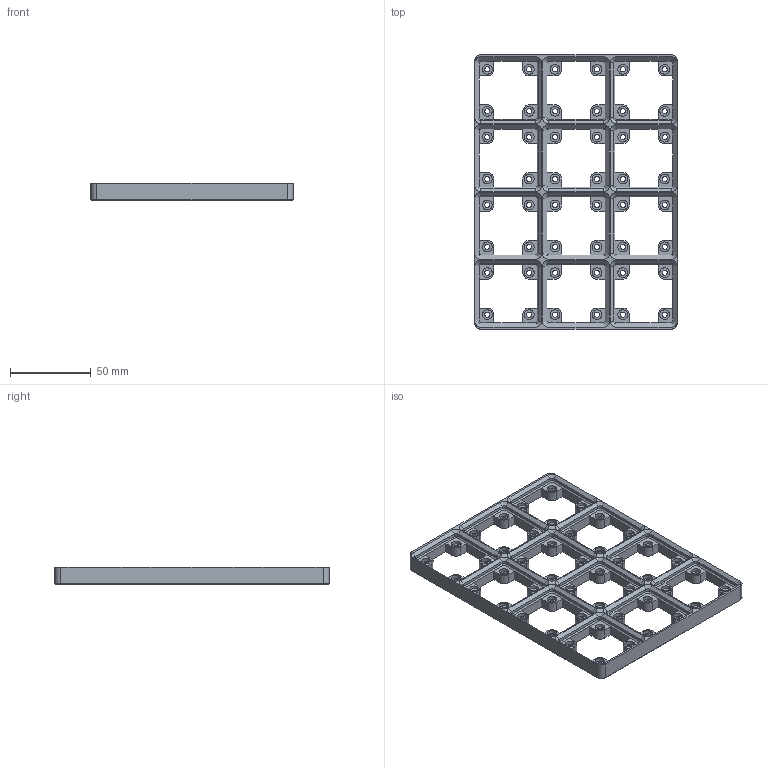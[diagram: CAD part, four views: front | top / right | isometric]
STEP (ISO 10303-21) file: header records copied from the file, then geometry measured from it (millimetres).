
FILE_DESCRIPTION(/* description */ (''),/* implementation_level */ '2;1');
FILE_NAME(/* name */ 'Hardware-Baseplate-4x3.step',/* time_stamp */ '2024-08-11T18:45:16-04:00',/* author */ (''),/* organization */ (''),/* preprocessor_version */ 'ST-DEVELOPER v20',/* originating_system */ 'Autodesk Translation Framework v13.14.0.145',/* authorisation */ '');
FILE_SCHEMA (('AUTOMOTIVE_DESIGN { 1 0 10303 214 3 1 1 }'));
Length unit declared in the file: millimetre
Products named in the file (1): Hardware-Baseplate-4x3
Bounding box: 125.5 x 169.9 x 10.9 mm (x, y, z)
Volume: 71451.1 mm3; surface area: 44061.3 mm2
Topology: 1 solids, 1 shells, 786 faces, 1824 edges, 1080 vertices
Faces by surface type: plane 394, cylinder 244, cone 148
Full cylindrical faces by diameter (mm): 3.2 x48, 6 x48, 6.075 x48
Entity records: 22165 total; most frequent: DIRECTION 3986, CARTESIAN_POINT 3691, ORIENTED_EDGE 3648, EDGE_CURVE 1824, AXIS2_PLACEMENT_3D 1375, LINE 1236, VECTOR 1236, VERTEX_POINT 1080
